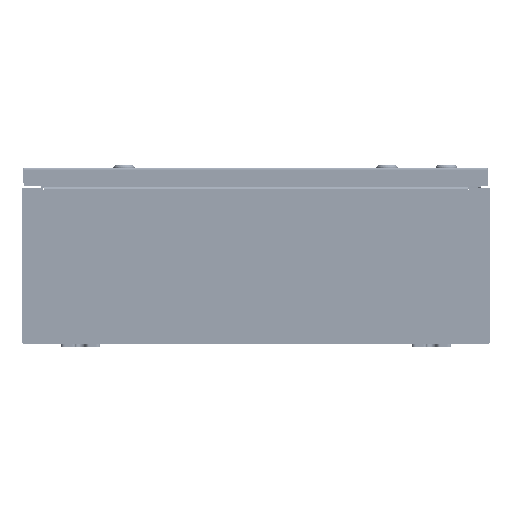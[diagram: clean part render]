
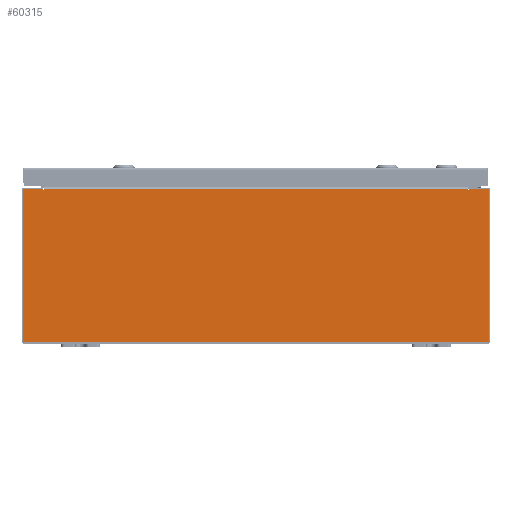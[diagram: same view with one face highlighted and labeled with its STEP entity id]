
A CAD part, front view. The second image highlights one B-rep face of the part: STEP entity #60315.
In plain terms, the highlighted face is planar.
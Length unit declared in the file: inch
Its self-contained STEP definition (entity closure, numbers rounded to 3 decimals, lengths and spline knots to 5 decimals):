
#237 = VECTOR ( 'NONE', #33796, 39.37008 ) ;
#919 = EDGE_CURVE ( 'NONE', #57292, #33096, #3674, .T. ) ;
#1220 = ORIENTED_EDGE ( 'NONE', *, *, #48177, .T. ) ;
#1279 = VECTOR ( 'NONE', #6080, 39.37008 ) ;
#2112 = LINE ( 'NONE', #21924, #26868 ) ;
#2472 = CARTESIAN_POINT ( 'NONE',  ( -11.9253, 0., -3.9253 ) ) ;
#3674 = CIRCLE ( 'NONE', #39227, 0.01867 ) ;
#3859 = ORIENTED_EDGE ( 'NONE', *, *, #25485, .T. ) ;
#4878 = DIRECTION ( 'NONE',  ( 0., 0., -1. ) ) ;
#6080 = DIRECTION ( 'NONE',  ( 0., 0., -1. ) ) ;
#6403 = EDGE_CURVE ( 'NONE', #8148, #52156, #27318, .T. ) ;
#7908 = ORIENTED_EDGE ( 'NONE', *, *, #15934, .F. ) ;
#8148 = VERTEX_POINT ( 'NONE', #25689 ) ;
#8774 = VERTEX_POINT ( 'NONE', #27640 ) ;
#8787 = ORIENTED_EDGE ( 'NONE', *, *, #49087, .F. ) ;
#8863 = DIRECTION ( 'NONE',  ( 0., 1., 0. ) ) ;
#8957 = CARTESIAN_POINT ( 'NONE',  ( -10.92455, 0., 0. ) ) ;
#8992 = LINE ( 'NONE', #33050, #22144 ) ;
#9538 = EDGE_LOOP ( 'NONE', ( #55794, #7908, #33448, #3859, #8787, #35891, #36621, #11080, #55305, #12679, #1220, #35197 ) ) ;
#9967 = PLANE ( 'NONE',  #21648 ) ;
#10444 = CARTESIAN_POINT ( 'NONE',  ( 11.9253, 0., -3.9253 ) ) ;
#11080 = ORIENTED_EDGE ( 'NONE', *, *, #55455, .T. ) ;
#11462 = DIRECTION ( 'NONE',  ( 0., 0., 1. ) ) ;
#11763 = CARTESIAN_POINT ( 'NONE',  ( 10.8872, 0., 3.9123 ) ) ;
#11844 = LINE ( 'NONE', #8957, #237 ) ;
#12402 = DIRECTION ( 'NONE',  ( 1., 0., 0. ) ) ;
#12679 = ORIENTED_EDGE ( 'NONE', *, *, #45546, .T. ) ;
#12979 = VERTEX_POINT ( 'NONE', #57596 ) ;
#13863 = CIRCLE ( 'NONE', #28576, 0.01867 ) ;
#15934 = EDGE_CURVE ( 'NONE', #52156, #38179, #13863, .T. ) ;
#16495 = EDGE_CURVE ( 'NONE', #8774, #12979, #21560, .T. ) ;
#17366 = DIRECTION ( 'NONE',  ( 0., 1., 0. ) ) ;
#18475 = CARTESIAN_POINT ( 'NONE',  ( 10.90588, 0., 3.87495 ) ) ;
#19037 = VERTEX_POINT ( 'NONE', #11763 ) ;
#19623 = VERTEX_POINT ( 'NONE', #20355 ) ;
#19632 = EDGE_CURVE ( 'NONE', #19623, #57292, #31427, .T. ) ;
#20355 = CARTESIAN_POINT ( 'NONE',  ( 10.92455, 0., 3.9253 ) ) ;
#21560 = LINE ( 'NONE', #61352, #59555 ) ;
#21648 = AXIS2_PLACEMENT_3D ( 'NONE', #54562, #24888, #59567 ) ;
#21924 = CARTESIAN_POINT ( 'NONE',  ( -11.9253, 0., 3.9253 ) ) ;
#22144 = VECTOR ( 'NONE', #48021, 39.37008 ) ;
#23565 = CARTESIAN_POINT ( 'NONE',  ( -10.8872, 0., 0. ) ) ;
#23859 = DIRECTION ( 'NONE',  ( 1., 0., 0. ) ) ;
#24418 = DIRECTION ( 'NONE',  ( 0., 0., -1. ) ) ;
#24888 = DIRECTION ( 'NONE',  ( 0., -1., 0. ) ) ;
#25485 = EDGE_CURVE ( 'NONE', #8148, #19037, #49789, .T. ) ;
#25689 = CARTESIAN_POINT ( 'NONE',  ( -10.8872, 0., 3.9123 ) ) ;
#26642 = DIRECTION ( 'NONE',  ( 1., 0., 0. ) ) ;
#26868 = VECTOR ( 'NONE', #12402, 39.37008 ) ;
#27318 = LINE ( 'NONE', #23565, #40465 ) ;
#27640 = CARTESIAN_POINT ( 'NONE',  ( -11.9253, 0., 3.9253 ) ) ;
#28365 = CARTESIAN_POINT ( 'NONE',  ( 10.8872, 0., 3.87495 ) ) ;
#28576 = AXIS2_PLACEMENT_3D ( 'NONE', #38459, #8863, #43467 ) ;
#29656 = LINE ( 'NONE', #45090, #41239 ) ;
#31427 = LINE ( 'NONE', #35674, #1279 ) ;
#33050 = CARTESIAN_POINT ( 'NONE',  ( 11.9253, 0., 3.9253 ) ) ;
#33096 = VERTEX_POINT ( 'NONE', #28365 ) ;
#33448 = ORIENTED_EDGE ( 'NONE', *, *, #6403, .F. ) ;
#33778 = CARTESIAN_POINT ( 'NONE',  ( -10.8872, 0., 3.9123 ) ) ;
#33796 = DIRECTION ( 'NONE',  ( 0., 0., 1. ) ) ;
#35197 = ORIENTED_EDGE ( 'NONE', *, *, #16495, .T. ) ;
#35674 = CARTESIAN_POINT ( 'NONE',  ( 10.92455, 0., 0. ) ) ;
#35891 = ORIENTED_EDGE ( 'NONE', *, *, #919, .F. ) ;
#36090 = CARTESIAN_POINT ( 'NONE',  ( 10.8872, 0., 0. ) ) ;
#36282 = VECTOR ( 'NONE', #55232, 39.37008 ) ;
#36621 = ORIENTED_EDGE ( 'NONE', *, *, #19632, .F. ) ;
#37621 = CARTESIAN_POINT ( 'NONE',  ( -10.92455, 0., 3.87495 ) ) ;
#38179 = VERTEX_POINT ( 'NONE', #37621 ) ;
#38459 = CARTESIAN_POINT ( 'NONE',  ( -10.90588, 0., 3.87495 ) ) ;
#39227 = AXIS2_PLACEMENT_3D ( 'NONE', #18475, #17366, #4878 ) ;
#40465 = VECTOR ( 'NONE', #24418, 39.37008 ) ;
#41239 = VECTOR ( 'NONE', #55062, 39.37008 ) ;
#42953 = VERTEX_POINT ( 'NONE', #10444 ) ;
#43467 = DIRECTION ( 'NONE',  ( 0., 0., -1. ) ) ;
#45090 = CARTESIAN_POINT ( 'NONE',  ( -11.9253, 0., 3.9253 ) ) ;
#45482 = CARTESIAN_POINT ( 'NONE',  ( -11.9253, 0., -3.9253 ) ) ;
#45546 = EDGE_CURVE ( 'NONE', #42953, #63759, #47913, .T. ) ;
#46656 = VECTOR ( 'NONE', #23859, 39.37008 ) ;
#47913 = LINE ( 'NONE', #45482, #36282 ) ;
#48021 = DIRECTION ( 'NONE',  ( 0., 0., -1. ) ) ;
#48177 = EDGE_CURVE ( 'NONE', #63759, #8774, #29656, .T. ) ;
#48631 = VERTEX_POINT ( 'NONE', #62837 ) ;
#49087 = EDGE_CURVE ( 'NONE', #33096, #19037, #55948, .T. ) ;
#49789 = LINE ( 'NONE', #33778, #46656 ) ;
#51647 = CARTESIAN_POINT ( 'NONE',  ( 10.92455, 0., 3.87495 ) ) ;
#52156 = VERTEX_POINT ( 'NONE', #57700 ) ;
#54562 = CARTESIAN_POINT ( 'NONE',  ( 0., 0., 0. ) ) ;
#55062 = DIRECTION ( 'NONE',  ( 0., 0., 1. ) ) ;
#55232 = DIRECTION ( 'NONE',  ( -1., 0., 0. ) ) ;
#55305 = ORIENTED_EDGE ( 'NONE', *, *, #56646, .T. ) ;
#55455 = EDGE_CURVE ( 'NONE', #19623, #48631, #2112, .T. ) ;
#55794 = ORIENTED_EDGE ( 'NONE', *, *, #62573, .F. ) ;
#55948 = LINE ( 'NONE', #36090, #59082 ) ;
#56646 = EDGE_CURVE ( 'NONE', #48631, #42953, #8992, .T. ) ;
#57292 = VERTEX_POINT ( 'NONE', #51647 ) ;
#57596 = CARTESIAN_POINT ( 'NONE',  ( -10.92455, 0., 3.9253 ) ) ;
#57700 = CARTESIAN_POINT ( 'NONE',  ( -10.8872, 0., 3.87495 ) ) ;
#59082 = VECTOR ( 'NONE', #11462, 39.37008 ) ;
#59555 = VECTOR ( 'NONE', #26642, 39.37008 ) ;
#59567 = DIRECTION ( 'NONE',  ( 0., 0., -1. ) ) ;
#60315 = ADVANCED_FACE ( 'NONE', ( #63820 ), #9967, .F. ) ;
#61352 = CARTESIAN_POINT ( 'NONE',  ( -11.9253, 0., 3.9253 ) ) ;
#62573 = EDGE_CURVE ( 'NONE', #38179, #12979, #11844, .T. ) ;
#62837 = CARTESIAN_POINT ( 'NONE',  ( 11.9253, 0., 3.9253 ) ) ;
#63759 = VERTEX_POINT ( 'NONE', #2472 ) ;
#63820 = FACE_OUTER_BOUND ( 'NONE', #9538, .T. ) ;
